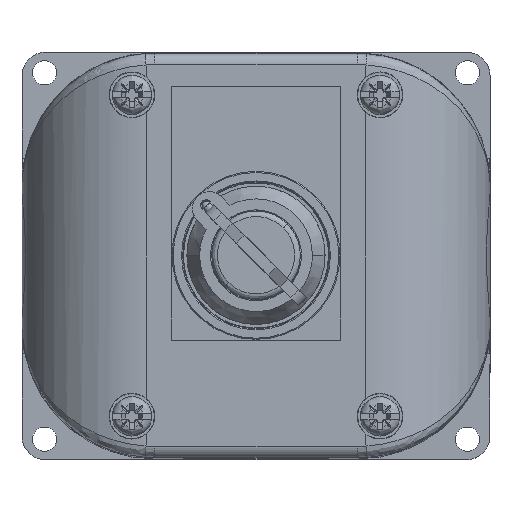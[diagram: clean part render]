
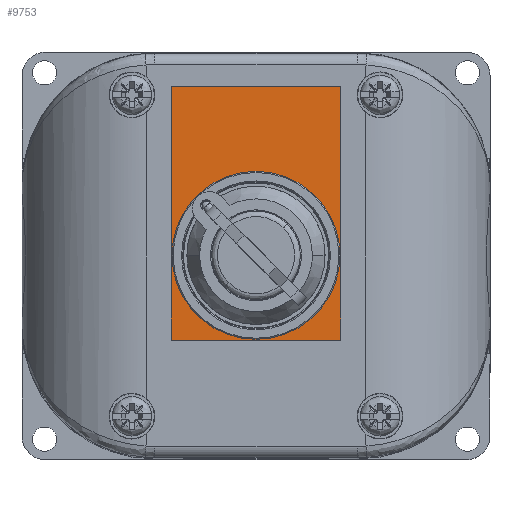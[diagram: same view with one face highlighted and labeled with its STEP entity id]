
A CAD part, top view. The second image highlights one B-rep face of the part: STEP entity #9753.
In plain terms, the highlighted planar face has unit normal (0, 0, 1).
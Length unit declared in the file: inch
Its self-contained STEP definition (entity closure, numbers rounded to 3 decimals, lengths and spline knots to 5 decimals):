
#83 = CARTESIAN_POINT ( 'NONE',  ( 1.63386, -2.01367, 2.15748 ) ) ;
#318 = DIRECTION ( 'NONE',  ( 1., 0., 0. ) ) ;
#864 = VERTEX_POINT ( 'NONE', #1110 ) ;
#1110 = CARTESIAN_POINT ( 'NONE',  ( 1.69291, -0.98416, 2.15748 ) ) ;
#1203 = EDGE_CURVE ( 'NONE', #10768, #10987, #18884, .T. ) ;
#1956 = AXIS2_PLACEMENT_3D ( 'NONE', #2347, #16104, #4984 ) ;
#1969 = CARTESIAN_POINT ( 'NONE',  ( 1.69291, -0.90542, 2.15748 ) ) ;
#2218 = VERTEX_POINT ( 'NONE', #21775 ) ;
#2347 = CARTESIAN_POINT ( 'NONE',  ( 1.63386, -1.42312, 2.15748 ) ) ;
#2973 = EDGE_LOOP ( 'NONE', ( #21145, #22094, #12797, #10196 ) ) ;
#3656 = CARTESIAN_POINT ( 'NONE',  ( 1.69291, -1.12784, 2.15748 ) ) ;
#3821 = PLANE ( 'NONE',  #25197 ) ;
#3973 = DIRECTION ( 'NONE',  ( -1., 0., 0. ) ) ;
#4212 = CIRCLE ( 'NONE', #7962, 0.44291 ) ;
#4264 = FACE_OUTER_BOUND ( 'NONE', #2973, .T. ) ;
#4607 = VERTEX_POINT ( 'NONE', #20278 ) ;
#4984 = DIRECTION ( 'NONE',  ( 1., 0., 0. ) ) ;
#5213 = CARTESIAN_POINT ( 'NONE',  ( 1.63386, -0.24202, 2.15748 ) ) ;
#6044 = EDGE_CURVE ( 'NONE', #10199, #4607, #16227, .T. ) ;
#6124 = ORIENTED_EDGE ( 'NONE', *, *, #11960, .T. ) ;
#6284 = DIRECTION ( 'NONE',  ( 0., 1., 0. ) ) ;
#6709 = LINE ( 'NONE', #83, #25242 ) ;
#7505 = EDGE_LOOP ( 'NONE', ( #19603, #6124, #27091, #21307, #17474, #21416 ) ) ;
#7962 = AXIS2_PLACEMENT_3D ( 'NONE', #26749, #19641, #17291 ) ;
#8287 = CARTESIAN_POINT ( 'NONE',  ( 2.22441, -0.24202, 2.15748 ) ) ;
#8838 = FACE_BOUND ( 'NONE', #7505, .T. ) ;
#9753 = ADVANCED_FACE ( 'NONE', ( #8838, #4264 ), #3821, .T. ) ;
#9955 = EDGE_CURVE ( 'NONE', #4607, #10768, #20205, .T. ) ;
#10196 = ORIENTED_EDGE ( 'NONE', *, *, #24425, .T. ) ;
#10199 = VERTEX_POINT ( 'NONE', #16784 ) ;
#10734 = VERTEX_POINT ( 'NONE', #12909 ) ;
#10758 = LINE ( 'NONE', #5213, #25691 ) ;
#10768 = VERTEX_POINT ( 'NONE', #24353 ) ;
#10836 = VECTOR ( 'NONE', #6284, 39.37008 ) ;
#10869 = LINE ( 'NONE', #25971, #10836 ) ;
#10932 = VECTOR ( 'NONE', #21513, 39.37008 ) ;
#10987 = VERTEX_POINT ( 'NONE', #16674 ) ;
#11778 = CARTESIAN_POINT ( 'NONE',  ( 1.63386, -0.90542, 2.15748 ) ) ;
#11960 = EDGE_CURVE ( 'NONE', #14482, #864, #21794, .T. ) ;
#12222 = DIRECTION ( 'NONE',  ( 0., -1., 0. ) ) ;
#12797 = ORIENTED_EDGE ( 'NONE', *, *, #22567, .T. ) ;
#12909 = CARTESIAN_POINT ( 'NONE',  ( 1.04331, -0.24202, 2.15748 ) ) ;
#13193 = VERTEX_POINT ( 'NONE', #8287 ) ;
#13845 = DIRECTION ( 'NONE',  ( 0., 0., -1. ) ) ;
#14482 = VERTEX_POINT ( 'NONE', #1969 ) ;
#14934 = DIRECTION ( 'NONE',  ( 0., 0., 1. ) ) ;
#15366 = DIRECTION ( 'NONE',  ( 1., 0., 0. ) ) ;
#16101 = CARTESIAN_POINT ( 'NONE',  ( 1.04331, -2.01367, 2.15748 ) ) ;
#16104 = DIRECTION ( 'NONE',  ( 0., 0., -1. ) ) ;
#16152 = LINE ( 'NONE', #16728, #19620 ) ;
#16227 = CIRCLE ( 'NONE', #16707, 0.44291 ) ;
#16674 = CARTESIAN_POINT ( 'NONE',  ( 1.5748, -0.90542, 2.15748 ) ) ;
#16707 = AXIS2_PLACEMENT_3D ( 'NONE', #22802, #13845, #21001 ) ;
#16728 = CARTESIAN_POINT ( 'NONE',  ( 1.04331, -1.12784, 2.15748 ) ) ;
#16784 = CARTESIAN_POINT ( 'NONE',  ( 2.07677, -1.42312, 2.15748 ) ) ;
#17291 = DIRECTION ( 'NONE',  ( 1., 0., 0. ) ) ;
#17337 = VECTOR ( 'NONE', #25225, 39.37008 ) ;
#17474 = ORIENTED_EDGE ( 'NONE', *, *, #9955, .T. ) ;
#17616 = VECTOR ( 'NONE', #318, 39.37008 ) ;
#18884 = LINE ( 'NONE', #25809, #17337 ) ;
#19603 = ORIENTED_EDGE ( 'NONE', *, *, #20570, .T. ) ;
#19620 = VECTOR ( 'NONE', #12222, 39.37008 ) ;
#19641 = DIRECTION ( 'NONE',  ( 0., 0., -1. ) ) ;
#20205 = CIRCLE ( 'NONE', #1956, 0.44291 ) ;
#20278 = CARTESIAN_POINT ( 'NONE',  ( 1.19094, -1.42312, 2.15748 ) ) ;
#20388 = LINE ( 'NONE', #11778, #17616 ) ;
#20570 = EDGE_CURVE ( 'NONE', #10987, #14482, #20388, .T. ) ;
#21001 = DIRECTION ( 'NONE',  ( 1., 0., 0. ) ) ;
#21145 = ORIENTED_EDGE ( 'NONE', *, *, #23190, .T. ) ;
#21307 = ORIENTED_EDGE ( 'NONE', *, *, #6044, .T. ) ;
#21416 = ORIENTED_EDGE ( 'NONE', *, *, #1203, .T. ) ;
#21513 = DIRECTION ( 'NONE',  ( 0., -1., 0. ) ) ;
#21775 = CARTESIAN_POINT ( 'NONE',  ( 2.22441, -2.01367, 2.15748 ) ) ;
#21794 = LINE ( 'NONE', #3656, #10932 ) ;
#21811 = VERTEX_POINT ( 'NONE', #16101 ) ;
#22094 = ORIENTED_EDGE ( 'NONE', *, *, #28347, .T. ) ;
#22567 = EDGE_CURVE ( 'NONE', #13193, #10734, #10758, .T. ) ;
#22802 = CARTESIAN_POINT ( 'NONE',  ( 1.63386, -1.42312, 2.15748 ) ) ;
#23190 = EDGE_CURVE ( 'NONE', #21811, #2218, #6709, .T. ) ;
#24146 = DIRECTION ( 'NONE',  ( 1., 0., 0. ) ) ;
#24353 = CARTESIAN_POINT ( 'NONE',  ( 1.5748, -0.98416, 2.15748 ) ) ;
#24425 = EDGE_CURVE ( 'NONE', #10734, #21811, #16152, .T. ) ;
#24625 = EDGE_CURVE ( 'NONE', #864, #10199, #4212, .T. ) ;
#25197 = AXIS2_PLACEMENT_3D ( 'NONE', #28337, #14934, #15366 ) ;
#25225 = DIRECTION ( 'NONE',  ( 0., 1., 0. ) ) ;
#25242 = VECTOR ( 'NONE', #24146, 39.37008 ) ;
#25691 = VECTOR ( 'NONE', #3973, 39.37008 ) ;
#25809 = CARTESIAN_POINT ( 'NONE',  ( 1.5748, -1.12784, 2.15748 ) ) ;
#25971 = CARTESIAN_POINT ( 'NONE',  ( 2.22441, -1.12784, 2.15748 ) ) ;
#26749 = CARTESIAN_POINT ( 'NONE',  ( 1.63386, -1.42312, 2.15748 ) ) ;
#27091 = ORIENTED_EDGE ( 'NONE', *, *, #24625, .T. ) ;
#28337 = CARTESIAN_POINT ( 'NONE',  ( 1.63386, -1.12784, 2.15748 ) ) ;
#28347 = EDGE_CURVE ( 'NONE', #2218, #13193, #10869, .T. ) ;
